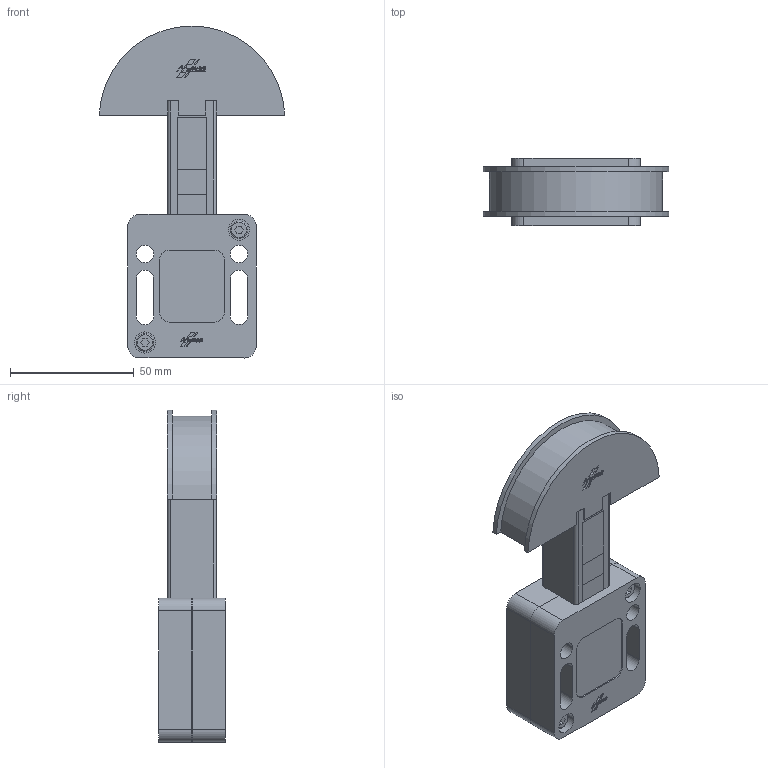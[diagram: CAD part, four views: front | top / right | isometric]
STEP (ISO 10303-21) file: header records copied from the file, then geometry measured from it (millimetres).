
FILE_DESCRIPTION(('STEP AP214'),'1');
FILE_NAME('cctmp_608BC9DC-6075-4FBA-B32E-2BE6A9D6C488_2023_6_20_13_13_25_723..stp','2023-06-20T11:13:26',('Murtfeldt Kunststoffe GmbH & Co.KG'),('CADClick - www.CADClick.com'),'Spatial InterOp 3D',' ','unknown authorization');
FILE_SCHEMA(('AUTOMOTIVE_DESIGN'));
Length unit declared in the file: millimetre
Products named in the file (1): 1
Bounding box: 74.94 x 27 x 134 mm (x, y, z)
Volume: 122700.2 mm3; surface area: 35875.5 mm2
Topology: 5 solids, 7 shells, 546 faces, 1461 edges, 964 vertices
Faces by surface type: plane 305, cylinder 215, torus 16, cone 10
Entity records: 21545 total; most frequent: DIRECTION 3027, CARTESIAN_POINT 2970, ORIENTED_EDGE 2910, EDGE_CURVE 1455, AXIS2_PLACEMENT_3D 1021, LINE 985, VECTOR 985, VERTEX_POINT 964
